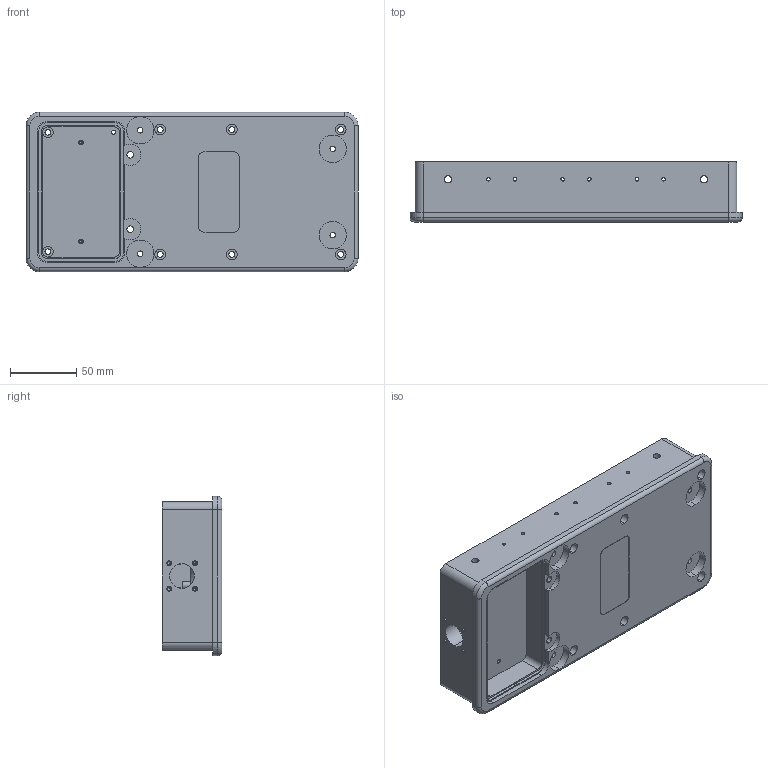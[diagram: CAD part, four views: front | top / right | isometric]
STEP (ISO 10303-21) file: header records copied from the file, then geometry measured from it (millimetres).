
FILE_DESCRIPTION (( 'STEP AP203' ), '1' );
FILE_NAME ('眝狟.731178.001 扻豵鵨.STEP', '2018-09-19T13:49:12', ( '' ), ( '' ), 'SwSTEP 2.0', 'SolidWorks 2017', '' );
FILE_SCHEMA (( 'CONFIG_CONTROL_DESIGN' ));
Length unit declared in the file: millimetre
Products named in the file (1): 眝狟.731178.001 扻豵鵨
Bounding box: 250 x 45 x 120 mm (x, y, z)
Volume: 261436.9 mm3; surface area: 138615.3 mm2
Topology: 1 solids, 1 shells, 450 faces, 1172 edges, 746 vertices
Faces by surface type: cylinder 267, plane 122, cone 57, torus 4
Entity records: 14050 total; most frequent: DIRECTION 2629, CARTESIAN_POINT 2368, ORIENTED_EDGE 2296, EDGE_CURVE 1148, AXIS2_PLACEMENT_3D 1031, VERTEX_POINT 746, CIRCLE 580, EDGE_LOOP 568
